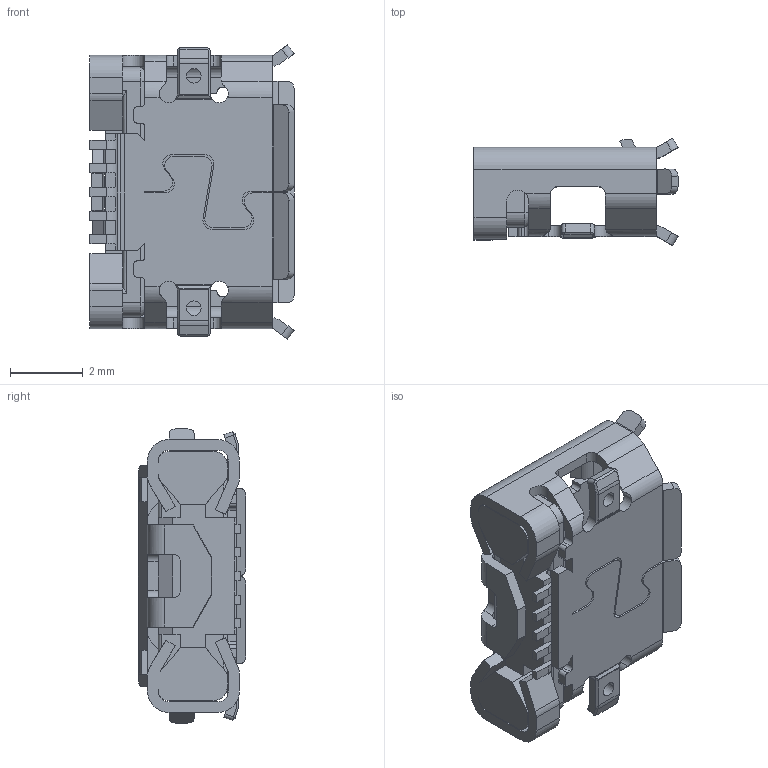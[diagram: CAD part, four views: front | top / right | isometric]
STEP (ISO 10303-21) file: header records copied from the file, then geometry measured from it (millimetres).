
FILE_DESCRIPTION (( 'STEP AP214' ), '1' );
FILE_NAME ('ZX62-B-5PA(33).STEP', '2021-08-26T10:46:12', ( '' ), ( '' ), 'SwSTEP 2.0', 'SolidWorks 2018', '' );
FILE_SCHEMA (( 'AUTOMOTIVE_DESIGN' ));
Length unit declared in the file: millimetre
Products named in the file (2): ZX62-B-5PA(33)
Bounding box: 5.6 x 2.95 x 8.07 mm (x, y, z)
Volume: 39.7 mm3; surface area: 241.4 mm2
Topology: 1 solids, 1 shells, 476 faces, 1420 edges, 916 vertices
Faces by surface type: plane 275, cylinder 192, cone 8, torus 1
Entity records: 16449 total; most frequent: CARTESIAN_POINT 3553, ORIENTED_EDGE 2840, DIRECTION 2615, EDGE_CURVE 1420, VECTOR 963, LINE 963, VERTEX_POINT 916, AXIS2_PLACEMENT_3D 826
